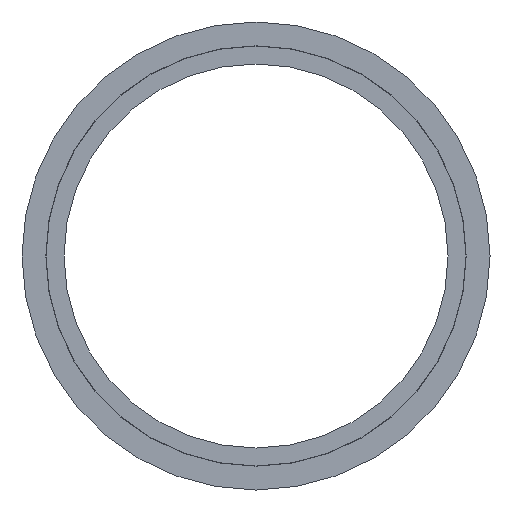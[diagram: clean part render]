
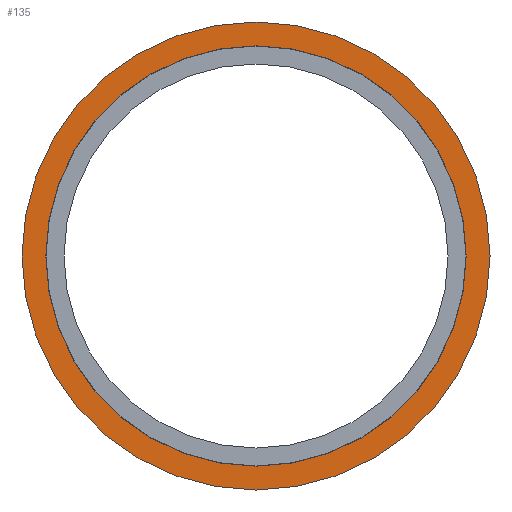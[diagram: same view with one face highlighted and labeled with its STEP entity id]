
A CAD part, left-side view. The second image highlights one B-rep face of the part: STEP entity #135.
In plain terms, the highlighted planar face has unit normal (-1, 0, 0).
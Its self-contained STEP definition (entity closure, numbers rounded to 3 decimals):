
#15=FACE_BOUND('',#40,.T.);
#19=PLANE('',#163);
#29=FACE_OUTER_BOUND('',#39,.T.);
#39=EDGE_LOOP('',(#107));
#40=EDGE_LOOP('',(#108));
#65=CIRCLE('',#161,19.5);
#67=CIRCLE('',#164,17.515);
#75=VERTEX_POINT('',#233);
#77=VERTEX_POINT('',#239);
#86=EDGE_CURVE('',#75,#75,#65,.T.);
#89=EDGE_CURVE('',#77,#77,#67,.F.);
#107=ORIENTED_EDGE('',*,*,#86,.T.);
#108=ORIENTED_EDGE('',*,*,#89,.T.);
#135=ADVANCED_FACE('',(#29,#15),#19,.F.);
#161=AXIS2_PLACEMENT_3D('',#234,#188,#189);
#163=AXIS2_PLACEMENT_3D('',#238,#193,#194);
#164=AXIS2_PLACEMENT_3D('',#240,#195,#196);
#188=DIRECTION('center_axis',(-1.,0.,0.));
#189=DIRECTION('ref_axis',(0.,0.,-1.));
#193=DIRECTION('center_axis',(1.,0.,0.));
#194=DIRECTION('ref_axis',(0.,0.,-1.));
#195=DIRECTION('center_axis',(-1.,0.,0.));
#196=DIRECTION('ref_axis',(0.,0.,1.));
#233=CARTESIAN_POINT('',(49.563,0.,19.5));
#234=CARTESIAN_POINT('Origin',(49.563,0.,0.));
#238=CARTESIAN_POINT('Origin',(49.563,0.,0.));
#239=CARTESIAN_POINT('',(49.563,0.,-17.515));
#240=CARTESIAN_POINT('Origin',(49.563,0.,0.));
